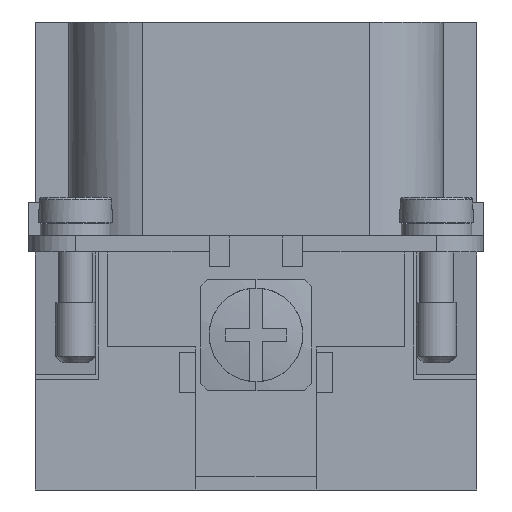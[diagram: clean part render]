
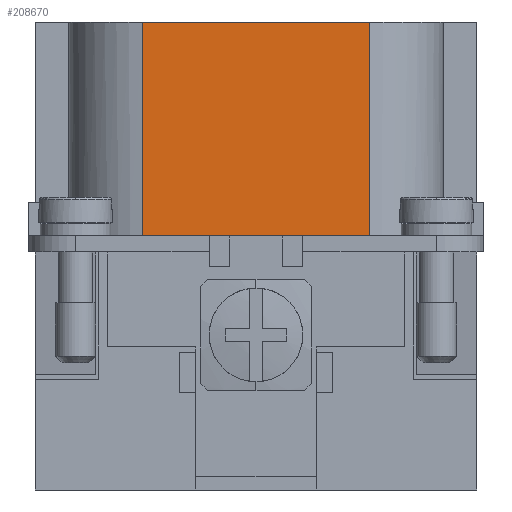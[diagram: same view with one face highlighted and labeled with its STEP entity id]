
A CAD part, left-side view. The second image highlights one B-rep face of the part: STEP entity #208670.
In plain terms, the highlighted planar face has unit normal (-1, 0, 0).
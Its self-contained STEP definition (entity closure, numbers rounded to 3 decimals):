
#173850=CARTESIAN_POINT('',(-41.5,-8.5,19.));
#173860=DIRECTION('',(0.,0.,1.));
#173870=VECTOR('',#173860,16.);
#173880=LINE('',#173850,#173870);
#173890=CARTESIAN_POINT('',(-41.5,-8.5,19.));
#173900=VERTEX_POINT('',#173890);
#173910=CARTESIAN_POINT('',(-41.5,-8.5,35.));
#173920=VERTEX_POINT('',#173910);
#173930=EDGE_CURVE('',#173900,#173920,#173880,.T.);
#201280=CARTESIAN_POINT('',(-41.5,3.5,19.));
#201290=VERTEX_POINT('',#201280);
#201320=CARTESIAN_POINT('',(-41.5,3.5,19.));
#201330=DIRECTION('',(0.,-1.,0.));
#201340=VECTOR('',#201330,7.);
#201350=LINE('',#201320,#201340);
#201360=CARTESIAN_POINT('',(-41.5,-3.5,19.));
#201370=VERTEX_POINT('',#201360);
#201380=EDGE_CURVE('',#201290,#201370,#201350,.T.);
#208300=CARTESIAN_POINT('',(-41.5,-8.5,19.));
#208310=DIRECTION('',(-1.,0.,0.));
#208320=DIRECTION('',(0.,0.,1.));
#208330=AXIS2_PLACEMENT_3D('',#208300,#208310,#208320);
#208340=PLANE('',#208330);
#208350=ORIENTED_EDGE('',*,*,#201380,.T.);
#208360=CARTESIAN_POINT('',(-41.5,3.5,19.));
#208370=DIRECTION('',(0.,1.,0.));
#208380=VECTOR('',#208370,5.);
#208390=LINE('',#208360,#208380);
#208400=CARTESIAN_POINT('',(-41.5,8.5,19.));
#208410=VERTEX_POINT('',#208400);
#208420=EDGE_CURVE('',#201290,#208410,#208390,.T.);
#208430=ORIENTED_EDGE('',*,*,#208420,.F.);
#208440=CARTESIAN_POINT('',(-41.5,8.5,19.));
#208450=DIRECTION('',(0.,0.,1.));
#208460=VECTOR('',#208450,16.);
#208470=LINE('',#208440,#208460);
#208480=CARTESIAN_POINT('',(-41.5,8.5,35.));
#208490=VERTEX_POINT('',#208480);
#208500=EDGE_CURVE('',#208410,#208490,#208470,.T.);
#208510=ORIENTED_EDGE('',*,*,#208500,.F.);
#208520=CARTESIAN_POINT('',(-41.5,-8.5,35.));
#208530=DIRECTION('',(0.,1.,0.));
#208540=VECTOR('',#208530,17.);
#208550=LINE('',#208520,#208540);
#208560=EDGE_CURVE('',#173920,#208490,#208550,.T.);
#208570=ORIENTED_EDGE('',*,*,#208560,.T.);
#208580=ORIENTED_EDGE('',*,*,#173930,.T.);
#208590=CARTESIAN_POINT('',(-41.5,-8.5,19.));
#208600=DIRECTION('',(0.,1.,0.));
#208610=VECTOR('',#208600,5.);
#208620=LINE('',#208590,#208610);
#208630=EDGE_CURVE('',#173900,#201370,#208620,.T.);
#208640=ORIENTED_EDGE('',*,*,#208630,.F.);
#208650=EDGE_LOOP('',(#208640,#208580,#208570,#208510,#208430,#208350));
#208660=FACE_OUTER_BOUND('',#208650,.T.);
#208670=ADVANCED_FACE('',(#208660),#208340,.T.);
